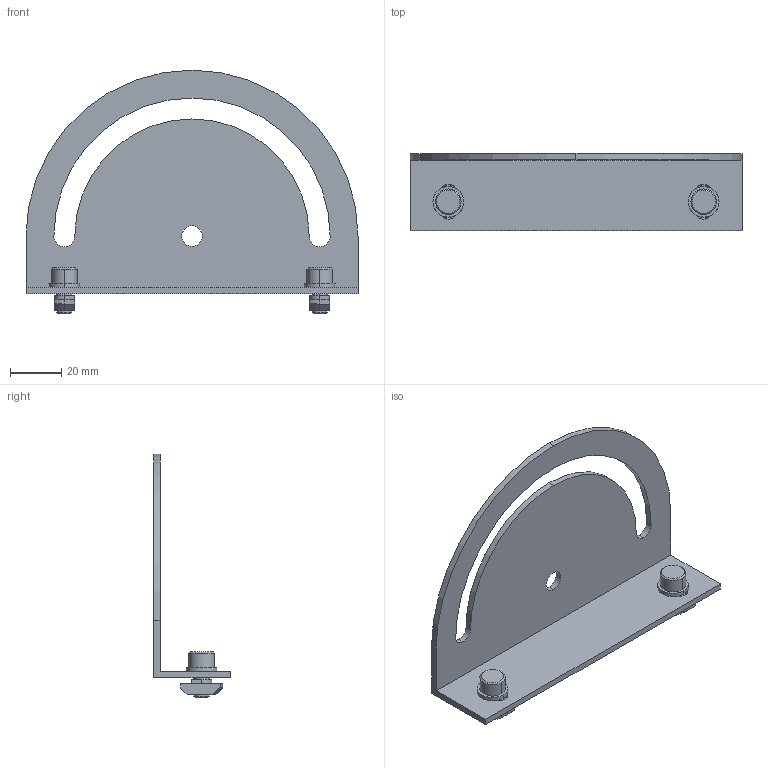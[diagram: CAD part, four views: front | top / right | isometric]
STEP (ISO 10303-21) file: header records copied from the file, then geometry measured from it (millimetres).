
FILE_DESCRIPTION(('STEP AP214'),'1');
FILE_NAME('cctmp_5E4A0AB4-45D9-46AA-8BD1-5A97F9A935BF_2020_1_15_8_30_32_665..stp','2020-01-15T07:30:32',('Bosch Rexroth AG'),('CADClick - www.CADClick.com'),'Spatial InterOp 3D',' ','unknown authorization - (Healing Option Enabled)');
FILE_SCHEMA(('AUTOMOTIVE_DESIGN'));
Length unit declared in the file: millimetre
Products named in the file (1): 2020_01_15__08-30-32-665
Bounding box: 130 x 30 x 95.4 mm (x, y, z)
Volume: 31683.7 mm3; surface area: 27227.4 mm2
Topology: 1 solids, 1 shells, 175 faces, 479 edges, 310 vertices
Faces by surface type: plane 99, cylinder 68, cone 8
Entity records: 9505 total; most frequent: CARTESIAN_POINT 1109, DIRECTION 1011, ORIENTED_EDGE 958, STYLED_ITEM 648, PRESENTATION_STYLE_ASSIGNMENT 648, COLOUR_RGB 648, EDGE_CURVE 479, AXIS2_PLACEMENT_3D 372
